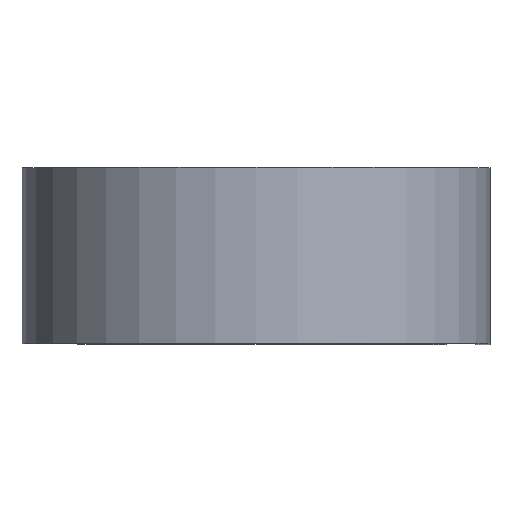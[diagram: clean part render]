
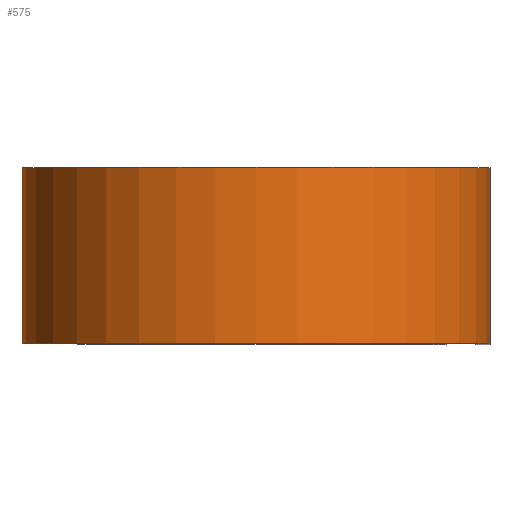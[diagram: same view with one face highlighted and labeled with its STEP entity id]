
A CAD part, top view. The second image highlights one B-rep face of the part: STEP entity #575.
In plain terms, the highlighted cylindrical face has radius 25.337 mm (diameter 50.673 mm), a partial arc.
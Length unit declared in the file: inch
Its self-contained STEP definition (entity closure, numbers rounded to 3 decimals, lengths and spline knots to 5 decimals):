
#8 = AXIS2_PLACEMENT_3D ( 'NONE', #379, #385, #374 ) ;
#105 = CARTESIAN_POINT ( 'NONE',  ( 0.9975, 0.375, 0. ) ) ;
#164 = DIRECTION ( 'NONE',  ( 0., -1., 0. ) ) ;
#167 = CARTESIAN_POINT ( 'NONE',  ( 0., 0.375, -0.9975 ) ) ;
#185 = VERTEX_POINT ( 'NONE', #328 ) ;
#218 = VERTEX_POINT ( 'NONE', #566 ) ;
#233 = EDGE_CURVE ( 'NONE', #324, #218, #292, .T. ) ;
#266 = CARTESIAN_POINT ( 'NONE',  ( 0., -0.375, -0.9975 ) ) ;
#277 = ORIENTED_EDGE ( 'NONE', *, *, #233, .T. ) ;
#292 = CIRCLE ( 'NONE', #372, 0.9975 ) ;
#324 = VERTEX_POINT ( 'NONE', #266 ) ;
#328 = CARTESIAN_POINT ( 'NONE',  ( 0., 0.375, -0.9975 ) ) ;
#340 = DIRECTION ( 'NONE',  ( 1., 0., 0. ) ) ;
#344 = VERTEX_POINT ( 'NONE', #105 ) ;
#346 = DIRECTION ( 'NONE',  ( 0., 1., 0. ) ) ;
#350 = CARTESIAN_POINT ( 'NONE',  ( 0., 0.375, 0. ) ) ;
#372 = AXIS2_PLACEMENT_3D ( 'NONE', #622, #626, #628 ) ;
#374 = DIRECTION ( 'NONE',  ( 0., 0., -1. ) ) ;
#379 = CARTESIAN_POINT ( 'NONE',  ( 0., 0.375, 0. ) ) ;
#384 = ORIENTED_EDGE ( 'NONE', *, *, #600, .T. ) ;
#385 = DIRECTION ( 'NONE',  ( 0., -1., 0. ) ) ;
#414 = DIRECTION ( 'NONE',  ( 0., -1., 0. ) ) ;
#441 = CARTESIAN_POINT ( 'NONE',  ( 0.9975, 0.375, 0. ) ) ;
#459 = ORIENTED_EDGE ( 'NONE', *, *, #541, .F. ) ;
#481 = EDGE_LOOP ( 'NONE', ( #277, #459, #595, #384 ) ) ;
#535 = AXIS2_PLACEMENT_3D ( 'NONE', #350, #346, #340 ) ;
#541 = EDGE_CURVE ( 'NONE', #344, #218, #589, .T. ) ;
#555 = EDGE_CURVE ( 'NONE', #185, #344, #598, .T. ) ;
#558 = LINE ( 'NONE', #167, #602 ) ;
#566 = CARTESIAN_POINT ( 'NONE',  ( 0.9975, -0.375, 0. ) ) ;
#572 = CYLINDRICAL_SURFACE ( 'NONE', #8, 0.9975 ) ;
#575 = ADVANCED_FACE ( 'NONE', ( #617 ), #572, .T. ) ;
#588 = VECTOR ( 'NONE', #414, 39.37008 ) ;
#589 = LINE ( 'NONE', #441, #588 ) ;
#595 = ORIENTED_EDGE ( 'NONE', *, *, #555, .F. ) ;
#598 = CIRCLE ( 'NONE', #535, 0.9975 ) ;
#600 = EDGE_CURVE ( 'NONE', #185, #324, #558, .T. ) ;
#602 = VECTOR ( 'NONE', #164, 39.37008 ) ;
#617 = FACE_OUTER_BOUND ( 'NONE', #481, .T. ) ;
#622 = CARTESIAN_POINT ( 'NONE',  ( 0., -0.375, 0. ) ) ;
#626 = DIRECTION ( 'NONE',  ( 0., 1., 0. ) ) ;
#628 = DIRECTION ( 'NONE',  ( 1., 0., 0. ) ) ;
